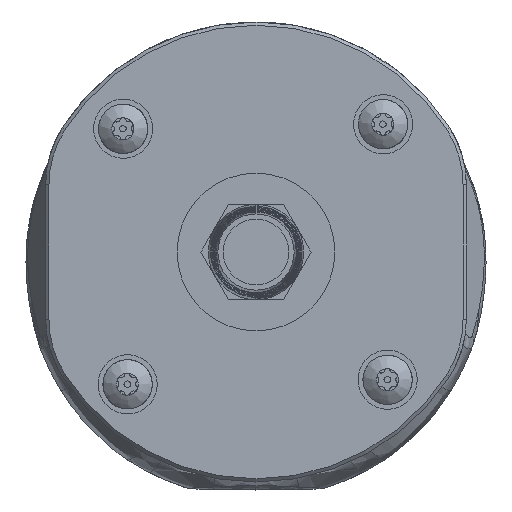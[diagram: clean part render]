
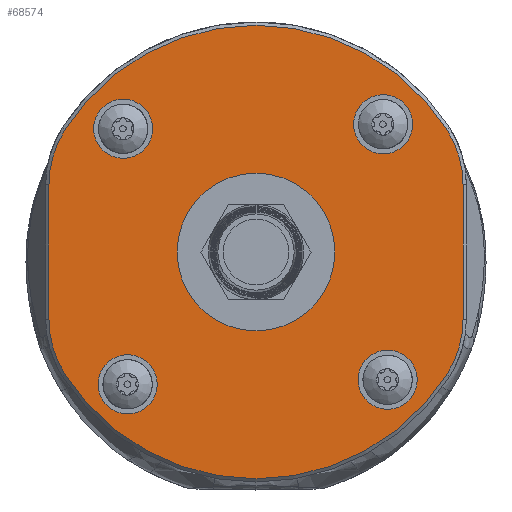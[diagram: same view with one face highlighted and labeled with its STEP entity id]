
A CAD part, front view. The second image highlights one B-rep face of the part: STEP entity #68574.
In plain terms, the highlighted planar face has unit normal (0, -1, 0).
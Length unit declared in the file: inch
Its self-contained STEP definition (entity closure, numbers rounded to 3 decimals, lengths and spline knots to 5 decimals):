
#133 = ORIENTED_EDGE ( 'NONE', *, *, #46047, .F. ) ;
#358 = CARTESIAN_POINT ( 'NONE',  ( 1.1438, -7.32313, -0.4123 ) ) ;
#411 = VERTEX_POINT ( 'NONE', #32864 ) ;
#487 = CARTESIAN_POINT ( 'NONE',  ( 0.76181, -7.32313, -1.99899 ) ) ;
#2299 = CARTESIAN_POINT ( 'NONE',  ( 1.24016, -7.32313, -0.74141 ) ) ;
#3865 = CARTESIAN_POINT ( 'NONE',  ( -0.76181, -7.32313, -0.46785 ) ) ;
#4396 = AXIS2_PLACEMENT_3D ( 'NONE', #63182, #9074, #33196 ) ;
#5381 = ORIENTED_EDGE ( 'NONE', *, *, #34581, .T. ) ;
#5572 = DIRECTION ( 'NONE',  ( 0., 0., 1. ) ) ;
#5706 = DIRECTION ( 'NONE',  ( 0., 1., 0. ) ) ;
#6129 = EDGE_CURVE ( 'NONE', #35398, #9922, #65110, .T. ) ;
#7050 = AXIS2_PLACEMENT_3D ( 'NONE', #59790, #5706, #7261 ) ;
#7109 = ORIENTED_EDGE ( 'NONE', *, *, #6129, .F. ) ;
#7261 = DIRECTION ( 'NONE',  ( 0., 0., 1. ) ) ;
#7316 = AXIS2_PLACEMENT_3D ( 'NONE', #43003, #13380, #61554 ) ;
#7656 = EDGE_CURVE ( 'NONE', #50311, #9922, #39738, .T. ) ;
#7707 = CARTESIAN_POINT ( 'NONE',  ( -1.1438, -7.32313, -0.4123 ) ) ;
#8899 = VERTEX_POINT ( 'NONE', #41602 ) ;
#8927 = EDGE_LOOP ( 'NONE', ( #37949 ) ) ;
#9074 = DIRECTION ( 'NONE',  ( 0., 1., 0. ) ) ;
#9320 = ORIENTED_EDGE ( 'NONE', *, *, #47274, .F. ) ;
#9567 = CIRCLE ( 'NONE', #27254, 1.35827 ) ;
#9922 = VERTEX_POINT ( 'NONE', #76086 ) ;
#11091 = DIRECTION ( 'NONE',  ( 0., 0., 1. ) ) ;
#11135 = CIRCLE ( 'NONE', #51512, 0.08858 ) ;
#13063 = EDGE_CURVE ( 'NONE', #31599, #31599, #25500, .T. ) ;
#13142 = ORIENTED_EDGE ( 'NONE', *, *, #39492, .T. ) ;
#13380 = DIRECTION ( 'NONE',  ( 0., 1., 0. ) ) ;
#13649 = VERTEX_POINT ( 'NONE', #36824 ) ;
#14076 = EDGE_LOOP ( 'NONE', ( #49155 ) ) ;
#14885 = CARTESIAN_POINT ( 'NONE',  ( -1.24016, -7.32313, -1.54826 ) ) ;
#15464 = PLANE ( 'NONE',  #61446 ) ;
#16310 = CARTESIAN_POINT ( 'NONE',  ( 0., -7.32313, -1.50901 ) ) ;
#16637 = FACE_BOUND ( 'NONE', #71781, .T. ) ;
#18745 = DIRECTION ( 'NONE',  ( 0., 0., 1. ) ) ;
#19705 = AXIS2_PLACEMENT_3D ( 'NONE', #48180, #37116, #30809 ) ;
#19805 = DIRECTION ( 'NONE',  ( 0., 1., 0. ) ) ;
#19984 = EDGE_LOOP ( 'NONE', ( #65603, #13142, #68815, #64983, #9320, #61639, #7109, #133 ) ) ;
#22571 = FACE_BOUND ( 'NONE', #29962, .T. ) ;
#22929 = DIRECTION ( 'NONE',  ( 0., 0., 1. ) ) ;
#25500 = CIRCLE ( 'NONE', #49431, 0.08858 ) ;
#27254 = AXIS2_PLACEMENT_3D ( 'NONE', #76642, #75857, #22929 ) ;
#28550 = VERTEX_POINT ( 'NONE', #52622 ) ;
#28877 = FACE_BOUND ( 'NONE', #14076, .T. ) ;
#29962 = EDGE_LOOP ( 'NONE', ( #5381 ) ) ;
#30809 = DIRECTION ( 'NONE',  ( 0., 0., -1. ) ) ;
#31182 = CARTESIAN_POINT ( 'NONE',  ( -0.76181, -7.32313, -0.37927 ) ) ;
#31242 = AXIS2_PLACEMENT_3D ( 'NONE', #49873, #48726, #18745 ) ;
#31599 = VERTEX_POINT ( 'NONE', #60822 ) ;
#31929 = LINE ( 'NONE', #2299, #35895 ) ;
#32864 = CARTESIAN_POINT ( 'NONE',  ( 1.24016, -7.32313, -1.54826 ) ) ;
#33196 = DIRECTION ( 'NONE',  ( 0., 0., -1. ) ) ;
#34469 = VERTEX_POINT ( 'NONE', #16310 ) ;
#34581 = EDGE_CURVE ( 'NONE', #34469, #34469, #59949, .T. ) ;
#35217 = DIRECTION ( 'NONE',  ( -1., 0., 0. ) ) ;
#35398 = VERTEX_POINT ( 'NONE', #70881 ) ;
#35895 = VECTOR ( 'NONE', #56775, 39.37008 ) ;
#36104 = CIRCLE ( 'NONE', #60034, 0.61024 ) ;
#36713 = DIRECTION ( 'NONE',  ( 0., 1., 0. ) ) ;
#36824 = CARTESIAN_POINT ( 'NONE',  ( 1.1438, -7.32313, -1.87737 ) ) ;
#37116 = DIRECTION ( 'NONE',  ( 0., 1., 0. ) ) ;
#37550 = CIRCLE ( 'NONE', #31242, 1.35827 ) ;
#37949 = ORIENTED_EDGE ( 'NONE', *, *, #71285, .T. ) ;
#39492 = EDGE_CURVE ( 'NONE', #411, #8899, #31929, .T. ) ;
#39738 = LINE ( 'NONE', #14885, #70963 ) ;
#40127 = DIRECTION ( 'NONE',  ( 0., 0., -1. ) ) ;
#41116 = DIRECTION ( 'NONE',  ( 0., 1., 0. ) ) ;
#41118 = CIRCLE ( 'NONE', #58736, 0.08858 ) ;
#41129 = CARTESIAN_POINT ( 'NONE',  ( 0.62992, -7.32313, -0.74141 ) ) ;
#41136 = DIRECTION ( 'NONE',  ( 0., 1., 0. ) ) ;
#41382 = CIRCLE ( 'NONE', #7316, 0.61024 ) ;
#41602 = CARTESIAN_POINT ( 'NONE',  ( 1.24016, -7.32313, -0.74141 ) ) ;
#42743 = VERTEX_POINT ( 'NONE', #487 ) ;
#43003 = CARTESIAN_POINT ( 'NONE',  ( 0.62992, -7.32313, -1.54826 ) ) ;
#43352 = VERTEX_POINT ( 'NONE', #358 ) ;
#43496 = CARTESIAN_POINT ( 'NONE',  ( 0.76181, -7.32313, -0.37927 ) ) ;
#44145 = EDGE_CURVE ( 'NONE', #28550, #28550, #41118, .T. ) ;
#45384 = ORIENTED_EDGE ( 'NONE', *, *, #13063, .T. ) ;
#46032 = DIRECTION ( 'NONE',  ( 0., 0., -1. ) ) ;
#46047 = EDGE_CURVE ( 'NONE', #13649, #35398, #9567, .T. ) ;
#46152 = EDGE_CURVE ( 'NONE', #42743, #42743, #53732, .T. ) ;
#46650 = FACE_BOUND ( 'NONE', #8927, .T. ) ;
#47036 = FACE_OUTER_BOUND ( 'NONE', #19984, .T. ) ;
#47167 = CARTESIAN_POINT ( 'NONE',  ( -1.24016, -7.32313, -0.74141 ) ) ;
#47274 = EDGE_CURVE ( 'NONE', #50311, #66180, #36104, .T. ) ;
#48180 = CARTESIAN_POINT ( 'NONE',  ( 0.76181, -7.32313, -1.9104 ) ) ;
#48548 = DIRECTION ( 'NONE',  ( 0., 0., -1. ) ) ;
#48726 = DIRECTION ( 'NONE',  ( 0., 1., 0. ) ) ;
#49155 = ORIENTED_EDGE ( 'NONE', *, *, #46152, .T. ) ;
#49431 = AXIS2_PLACEMENT_3D ( 'NONE', #69728, #51942, #46032 ) ;
#49566 = ORIENTED_EDGE ( 'NONE', *, *, #44145, .T. ) ;
#49873 = CARTESIAN_POINT ( 'NONE',  ( 0., -7.32313, -1.14483 ) ) ;
#50311 = VERTEX_POINT ( 'NONE', #47167 ) ;
#51512 = AXIS2_PLACEMENT_3D ( 'NONE', #31182, #36713, #48548 ) ;
#51942 = DIRECTION ( 'NONE',  ( 0., 1., 0. ) ) ;
#52622 = CARTESIAN_POINT ( 'NONE',  ( 0.76181, -7.32313, -0.46785 ) ) ;
#52950 = FACE_BOUND ( 'NONE', #70836, .T. ) ;
#53732 = CIRCLE ( 'NONE', #19705, 0.08858 ) ;
#56775 = DIRECTION ( 'NONE',  ( 0., 0., 1. ) ) ;
#58736 = AXIS2_PLACEMENT_3D ( 'NONE', #43496, #19805, #74275 ) ;
#59790 = CARTESIAN_POINT ( 'NONE',  ( -0.62992, -7.32313, -1.54826 ) ) ;
#59949 = CIRCLE ( 'NONE', #4396, 0.36417 ) ;
#60034 = AXIS2_PLACEMENT_3D ( 'NONE', #77462, #41136, #35217 ) ;
#60822 = CARTESIAN_POINT ( 'NONE',  ( -0.76181, -7.32313, -1.99899 ) ) ;
#61446 = AXIS2_PLACEMENT_3D ( 'NONE', #71114, #41116, #11091 ) ;
#61554 = DIRECTION ( 'NONE',  ( 0., 0., 1. ) ) ;
#61639 = ORIENTED_EDGE ( 'NONE', *, *, #7656, .T. ) ;
#63182 = CARTESIAN_POINT ( 'NONE',  ( 0., -7.32313, -1.14483 ) ) ;
#63400 = CIRCLE ( 'NONE', #71002, 0.61024 ) ;
#64681 = VERTEX_POINT ( 'NONE', #3865 ) ;
#64983 = ORIENTED_EDGE ( 'NONE', *, *, #69865, .F. ) ;
#65110 = CIRCLE ( 'NONE', #7050, 0.61024 ) ;
#65603 = ORIENTED_EDGE ( 'NONE', *, *, #70197, .F. ) ;
#66180 = VERTEX_POINT ( 'NONE', #7707 ) ;
#68574 = ADVANCED_FACE ( 'NONE', ( #22571, #46650, #16637, #28877, #52950, #47036 ), #15464, .F. ) ;
#68815 = ORIENTED_EDGE ( 'NONE', *, *, #74809, .F. ) ;
#69728 = CARTESIAN_POINT ( 'NONE',  ( -0.76181, -7.32313, -1.9104 ) ) ;
#69865 = EDGE_CURVE ( 'NONE', #66180, #43352, #37550, .T. ) ;
#70197 = EDGE_CURVE ( 'NONE', #411, #13649, #41382, .T. ) ;
#70836 = EDGE_LOOP ( 'NONE', ( #45384 ) ) ;
#70881 = CARTESIAN_POINT ( 'NONE',  ( -1.1438, -7.32313, -1.87737 ) ) ;
#70963 = VECTOR ( 'NONE', #40127, 39.37008 ) ;
#71002 = AXIS2_PLACEMENT_3D ( 'NONE', #41129, #77452, #5572 ) ;
#71114 = CARTESIAN_POINT ( 'NONE',  ( 0., -7.32313, -1.14483 ) ) ;
#71285 = EDGE_CURVE ( 'NONE', #64681, #64681, #11135, .T. ) ;
#71781 = EDGE_LOOP ( 'NONE', ( #49566 ) ) ;
#74275 = DIRECTION ( 'NONE',  ( 0., 0., -1. ) ) ;
#74809 = EDGE_CURVE ( 'NONE', #43352, #8899, #63400, .T. ) ;
#75857 = DIRECTION ( 'NONE',  ( 0., 1., 0. ) ) ;
#76086 = CARTESIAN_POINT ( 'NONE',  ( -1.24016, -7.32313, -1.54826 ) ) ;
#76642 = CARTESIAN_POINT ( 'NONE',  ( 0., -7.32313, -1.14483 ) ) ;
#77452 = DIRECTION ( 'NONE',  ( 0., 1., 0. ) ) ;
#77462 = CARTESIAN_POINT ( 'NONE',  ( -0.62992, -7.32313, -0.74141 ) ) ;
